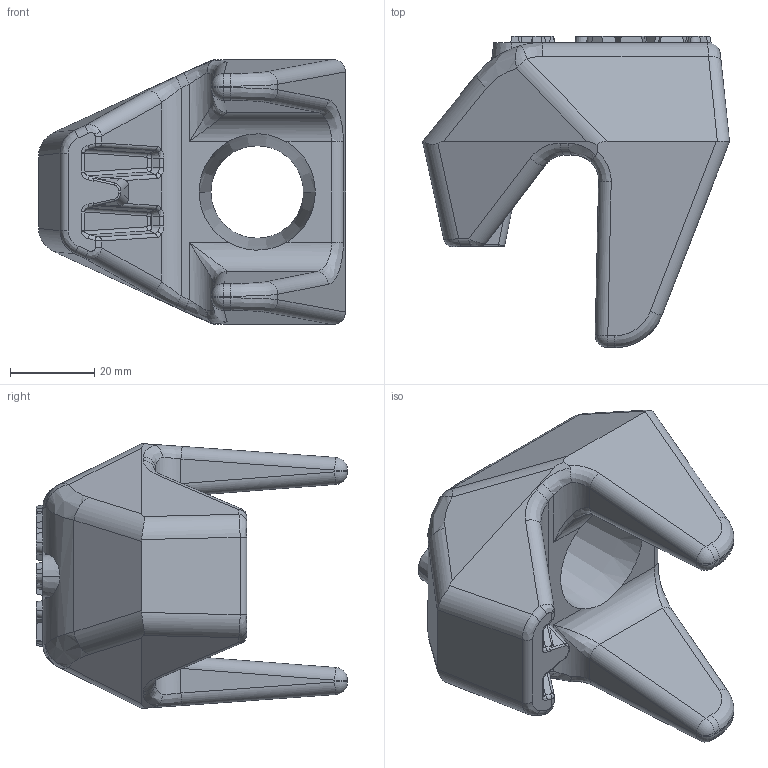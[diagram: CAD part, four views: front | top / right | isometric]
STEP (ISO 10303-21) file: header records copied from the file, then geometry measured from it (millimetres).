
FILE_DESCRIPTION (( 'STEP AP214' ), '1' );
FILE_NAME ('CF20.STEP', '2008-02-15T14:19:28', ( 'Schütte' ), ( ' ' ), 'SwSTEP 2.0', 'SolidWorks 2008', '' );
FILE_SCHEMA (( 'AUTOMOTIVE_DESIGN' ));
Length unit declared in the file: millimetre
Products named in the file (1): CF20
Bounding box: 73 x 74 x 63 mm (x, y, z)
Volume: 101381.4 mm3; surface area: 19340.8 mm2
Topology: 1 solids, 1 shells, 366 faces, 957 edges, 592 vertices
Faces by surface type: plane 173, bspline 92, cylinder 71, cone 12, sphere 10, torus 8
Entity records: 17275 total; most frequent: CARTESIAN_POINT 9218, ORIENTED_EDGE 1902, DIRECTION 1356, EDGE_CURVE 951, VERTEX_POINT 592, VECTOR 508, LINE 508, AXIS2_PLACEMENT_3D 424
